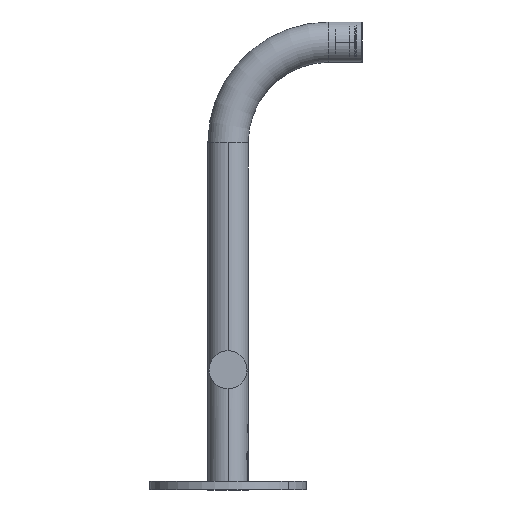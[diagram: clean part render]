
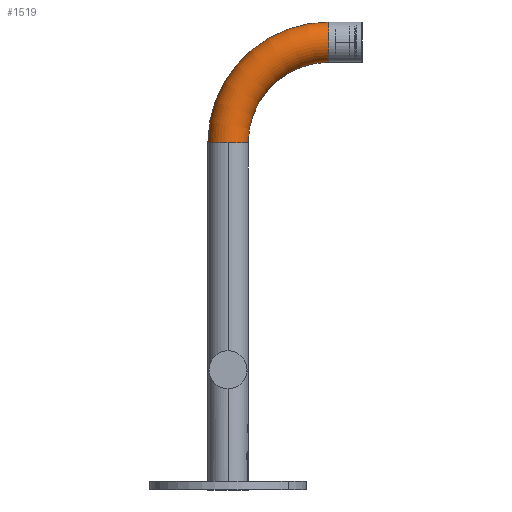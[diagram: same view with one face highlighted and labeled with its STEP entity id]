
A CAD part, left-side view. The second image highlights one B-rep face of the part: STEP entity #1519.
In plain terms, the highlighted toroidal (fillet/blend) face has major radius 45 mm and minor radius 9 mm.
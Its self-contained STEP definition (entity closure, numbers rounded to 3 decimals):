
#460 = EDGE_CURVE ( 'NONE', #6822, #2008, #2502, .T. ) ;
#558 = CIRCLE ( 'NONE', #4126, 9. ) ;
#591 = DIRECTION ( 'NONE',  ( 0., 1., 0. ) ) ;
#695 = DIRECTION ( 'NONE',  ( 0., 0., -1. ) ) ;
#814 = CARTESIAN_POINT ( 'NONE',  ( 191., 39., 0. ) ) ;
#945 = CARTESIAN_POINT ( 'NONE',  ( 155., 39., 0. ) ) ;
#1015 = CIRCLE ( 'NONE', #6080, 36. ) ;
#1158 = VERTEX_POINT ( 'NONE', #5655 ) ;
#1519 = ADVANCED_FACE ( 'NONE', ( #6805 ), #1523, .T. ) ;
#1523 = TOROIDAL_SURFACE ( 'NONE', #2620, 45., 9. ) ;
#1796 = CIRCLE ( 'NONE', #3712, 9. ) ;
#1804 = DIRECTION ( 'NONE',  ( 0., 0., -1. ) ) ;
#2008 = VERTEX_POINT ( 'NONE', #814 ) ;
#2028 = CIRCLE ( 'NONE', #2162, 54. ) ;
#2095 = CARTESIAN_POINT ( 'NONE',  ( 209., 39., 0. ) ) ;
#2129 = DIRECTION ( 'NONE',  ( 0., 1., 0. ) ) ;
#2162 = AXIS2_PLACEMENT_3D ( 'NONE', #6652, #7294, #2129 ) ;
#2502 = CIRCLE ( 'NONE', #6178, 9. ) ;
#2620 = AXIS2_PLACEMENT_3D ( 'NONE', #945, #7362, #4802 ) ;
#2864 = EDGE_CURVE ( 'NONE', #8159, #6822, #2028, .T. ) ;
#3296 = EDGE_CURVE ( 'NONE', #6237, #2008, #1015, .T. ) ;
#3582 = CARTESIAN_POINT ( 'NONE',  ( 155., 93., 0. ) ) ;
#3594 = DIRECTION ( 'NONE',  ( 1., 0., 0. ) ) ;
#3700 = ORIENTED_EDGE ( 'NONE', *, *, #7816, .T. ) ;
#3712 = AXIS2_PLACEMENT_3D ( 'NONE', #5432, #3594, #4795 ) ;
#3962 = CARTESIAN_POINT ( 'NONE',  ( 155., 84., 0. ) ) ;
#4126 = AXIS2_PLACEMENT_3D ( 'NONE', #3962, #6558, #695 ) ;
#4592 = ORIENTED_EDGE ( 'NONE', *, *, #460, .F. ) ;
#4795 = DIRECTION ( 'NONE',  ( 0., 0., -1. ) ) ;
#4802 = DIRECTION ( 'NONE',  ( -1., 0., 0. ) ) ;
#5037 = CARTESIAN_POINT ( 'NONE',  ( 200., 39., 0. ) ) ;
#5342 = ORIENTED_EDGE ( 'NONE', *, *, #3296, .T. ) ;
#5432 = CARTESIAN_POINT ( 'NONE',  ( 155., 84., 0. ) ) ;
#5457 = EDGE_LOOP ( 'NONE', ( #5572, #3700, #7652, #5342, #4592 ) ) ;
#5572 = ORIENTED_EDGE ( 'NONE', *, *, #2864, .F. ) ;
#5655 = CARTESIAN_POINT ( 'NONE',  ( 155., 84., 9. ) ) ;
#6080 = AXIS2_PLACEMENT_3D ( 'NONE', #7687, #1804, #591 ) ;
#6178 = AXIS2_PLACEMENT_3D ( 'NONE', #5037, #8202, #6804 ) ;
#6237 = VERTEX_POINT ( 'NONE', #6797 ) ;
#6558 = DIRECTION ( 'NONE',  ( 1., 0., 0. ) ) ;
#6652 = CARTESIAN_POINT ( 'NONE',  ( 155., 39., 0. ) ) ;
#6797 = CARTESIAN_POINT ( 'NONE',  ( 155., 75., 0. ) ) ;
#6804 = DIRECTION ( 'NONE',  ( 0., 0., -1. ) ) ;
#6805 = FACE_OUTER_BOUND ( 'NONE', #5457, .T. ) ;
#6822 = VERTEX_POINT ( 'NONE', #2095 ) ;
#7294 = DIRECTION ( 'NONE',  ( 0., 0., -1. ) ) ;
#7362 = DIRECTION ( 'NONE',  ( 0., 0., -1. ) ) ;
#7652 = ORIENTED_EDGE ( 'NONE', *, *, #7831, .T. ) ;
#7687 = CARTESIAN_POINT ( 'NONE',  ( 155., 39., 0. ) ) ;
#7816 = EDGE_CURVE ( 'NONE', #8159, #1158, #1796, .T. ) ;
#7831 = EDGE_CURVE ( 'NONE', #1158, #6237, #558, .T. ) ;
#8159 = VERTEX_POINT ( 'NONE', #3582 ) ;
#8202 = DIRECTION ( 'NONE',  ( 0., -1., 0. ) ) ;
